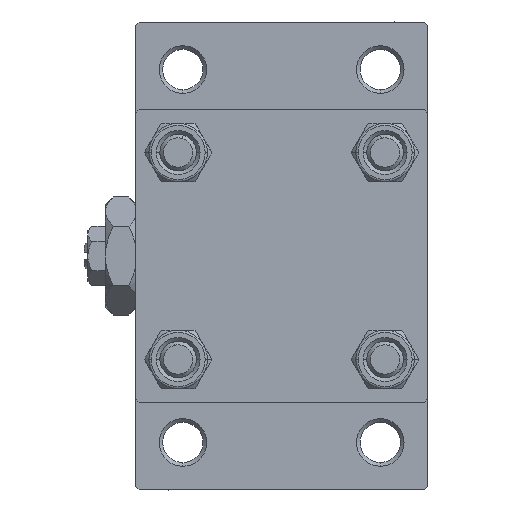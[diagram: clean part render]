
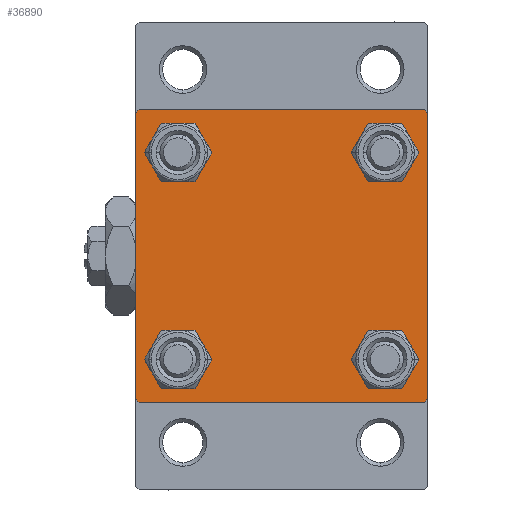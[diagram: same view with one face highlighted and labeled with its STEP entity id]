
A CAD part, left-side view. The second image highlights one B-rep face of the part: STEP entity #36890.
In plain terms, the highlighted planar face has unit normal (-1, 0, 0).
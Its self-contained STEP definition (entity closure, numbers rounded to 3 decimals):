
#250 = ORIENTED_EDGE ( 'NONE', *, *, #27303, .T. ) ;
#309 = VECTOR ( 'NONE', #34265, 1000. ) ;
#322 = DIRECTION ( 'NONE',  ( 0., 0., 1. ) ) ;
#336 = EDGE_CURVE ( 'NONE', #20200, #17682, #23598, .T. ) ;
#409 = CARTESIAN_POINT ( 'NONE',  ( 0., -20., 19.5 ) ) ;
#691 = EDGE_LOOP ( 'NONE', ( #10356, #18685 ) ) ;
#1185 = EDGE_LOOP ( 'NONE', ( #26786, #2424 ) ) ;
#1965 = DIRECTION ( 'NONE',  ( 1., 0., 0. ) ) ;
#2131 = LINE ( 'NONE', #43586, #45908 ) ;
#2424 = ORIENTED_EDGE ( 'NONE', *, *, #8043, .T. ) ;
#3034 = EDGE_CURVE ( 'NONE', #11864, #42872, #13341, .T. ) ;
#3051 = DIRECTION ( 'NONE',  ( 0., 0., -1. ) ) ;
#4025 = VECTOR ( 'NONE', #8502, 1000. ) ;
#4692 = FACE_OUTER_BOUND ( 'NONE', #35360, .T. ) ;
#4987 = CARTESIAN_POINT ( 'NONE',  ( 0., 20., 19.5 ) ) ;
#5481 = VECTOR ( 'NONE', #26413, 1000. ) ;
#5854 = DIRECTION ( 'NONE',  ( 0., 0., 1. ) ) ;
#5886 = ORIENTED_EDGE ( 'NONE', *, *, #41746, .T. ) ;
#6248 = VECTOR ( 'NONE', #7967, 1000. ) ;
#6685 = CARTESIAN_POINT ( 'NONE',  ( 0., 14.15, -14.15 ) ) ;
#7031 = AXIS2_PLACEMENT_3D ( 'NONE', #12413, #23852, #31061 ) ;
#7111 = CARTESIAN_POINT ( 'NONE',  ( 0., 19.5, -20. ) ) ;
#7687 = CIRCLE ( 'NONE', #29886, 3. ) ;
#7750 = CARTESIAN_POINT ( 'NONE',  ( 0., -14.15, 14.15 ) ) ;
#7938 = CARTESIAN_POINT ( 'NONE',  ( 0., 19.75, 19.75 ) ) ;
#7967 = DIRECTION ( 'NONE',  ( 0., -0.707, 0.707 ) ) ;
#8043 = EDGE_CURVE ( 'NONE', #37912, #14534, #23044, .T. ) ;
#8380 = FACE_BOUND ( 'NONE', #40287, .T. ) ;
#8502 = DIRECTION ( 'NONE',  ( 0., -1., 0. ) ) ;
#8963 = LINE ( 'NONE', #36026, #32260 ) ;
#9070 = CARTESIAN_POINT ( 'NONE',  ( 0., 14.15, 17.15 ) ) ;
#9144 = CARTESIAN_POINT ( 'NONE',  ( 0., -14.15, 14.15 ) ) ;
#9185 = CARTESIAN_POINT ( 'NONE',  ( 0., -19.5, -20. ) ) ;
#9526 = CIRCLE ( 'NONE', #34925, 3. ) ;
#9576 = ORIENTED_EDGE ( 'NONE', *, *, #43320, .T. ) ;
#9704 = LINE ( 'NONE', #7938, #309 ) ;
#10356 = ORIENTED_EDGE ( 'NONE', *, *, #32751, .T. ) ;
#11247 = CARTESIAN_POINT ( 'NONE',  ( 0., -19.75, 19.75 ) ) ;
#11498 = VECTOR ( 'NONE', #3051, 1000. ) ;
#11603 = PLANE ( 'NONE',  #22026 ) ;
#11854 = FACE_BOUND ( 'NONE', #1185, .T. ) ;
#11864 = VERTEX_POINT ( 'NONE', #46367 ) ;
#12221 = CARTESIAN_POINT ( 'NONE',  ( 0., 20., 20. ) ) ;
#12408 = EDGE_CURVE ( 'NONE', #21149, #45796, #16082, .T. ) ;
#12413 = CARTESIAN_POINT ( 'NONE',  ( 0., -14.15, -14.15 ) ) ;
#13263 = CARTESIAN_POINT ( 'NONE',  ( 0., 14.15, 14.15 ) ) ;
#13341 = CIRCLE ( 'NONE', #28430, 3. ) ;
#13725 = EDGE_LOOP ( 'NONE', ( #48706, #41923 ) ) ;
#13856 = VERTEX_POINT ( 'NONE', #9185 ) ;
#14534 = VERTEX_POINT ( 'NONE', #9070 ) ;
#14588 = DIRECTION ( 'NONE',  ( 1., 0., 0. ) ) ;
#15432 = DIRECTION ( 'NONE',  ( 1., 0., 0. ) ) ;
#15576 = DIRECTION ( 'NONE',  ( 0., 0., 1. ) ) ;
#16082 = CIRCLE ( 'NONE', #43042, 3. ) ;
#17073 = DIRECTION ( 'NONE',  ( 0., 0., 1. ) ) ;
#17141 = DIRECTION ( 'NONE',  ( 0., 0., -1. ) ) ;
#17583 = DIRECTION ( 'NONE',  ( 1., 0., 0. ) ) ;
#17682 = VERTEX_POINT ( 'NONE', #7111 ) ;
#17831 = DIRECTION ( 'NONE',  ( 0., 0., 1. ) ) ;
#17928 = CIRCLE ( 'NONE', #37756, 3. ) ;
#18685 = ORIENTED_EDGE ( 'NONE', *, *, #3034, .T. ) ;
#19804 = CARTESIAN_POINT ( 'NONE',  ( 0., 0., 0. ) ) ;
#20200 = VERTEX_POINT ( 'NONE', #21627 ) ;
#20717 = ORIENTED_EDGE ( 'NONE', *, *, #46062, .F. ) ;
#20853 = DIRECTION ( 'NONE',  ( 0., -0.707, -0.707 ) ) ;
#21149 = VERTEX_POINT ( 'NONE', #32633 ) ;
#21602 = ORIENTED_EDGE ( 'NONE', *, *, #34122, .F. ) ;
#21627 = CARTESIAN_POINT ( 'NONE',  ( 0., 20., -19.5 ) ) ;
#22026 = AXIS2_PLACEMENT_3D ( 'NONE', #19804, #41677, #15576 ) ;
#22306 = EDGE_CURVE ( 'NONE', #36012, #20200, #25863, .T. ) ;
#22767 = CARTESIAN_POINT ( 'NONE',  ( 0., 19.5, 20. ) ) ;
#22814 = VERTEX_POINT ( 'NONE', #22767 ) ;
#22879 = LINE ( 'NONE', #25873, #6248 ) ;
#22986 = CARTESIAN_POINT ( 'NONE',  ( 0., -14.15, -17.15 ) ) ;
#23044 = CIRCLE ( 'NONE', #35733, 3. ) ;
#23598 = LINE ( 'NONE', #46927, #26064 ) ;
#23699 = CARTESIAN_POINT ( 'NONE',  ( 0., 14.15, 14.15 ) ) ;
#23852 = DIRECTION ( 'NONE',  ( 1., 0., 0. ) ) ;
#23873 = EDGE_CURVE ( 'NONE', #41114, #41036, #32962, .T. ) ;
#24710 = DIRECTION ( 'NONE',  ( 1., 0., 0. ) ) ;
#25617 = CARTESIAN_POINT ( 'NONE',  ( 0., 20., 20. ) ) ;
#25761 = DIRECTION ( 'NONE',  ( 1., 0., 0. ) ) ;
#25863 = LINE ( 'NONE', #25617, #11498 ) ;
#25873 = CARTESIAN_POINT ( 'NONE',  ( 0., -19.75, -19.75 ) ) ;
#26064 = VECTOR ( 'NONE', #20853, 1000. ) ;
#26413 = DIRECTION ( 'NONE',  ( 0., 0.707, 0.707 ) ) ;
#26480 = DIRECTION ( 'NONE',  ( 1., 0., 0. ) ) ;
#26786 = ORIENTED_EDGE ( 'NONE', *, *, #46726, .T. ) ;
#27303 = EDGE_CURVE ( 'NONE', #22814, #36012, #9704, .T. ) ;
#28430 = AXIS2_PLACEMENT_3D ( 'NONE', #6685, #17583, #17831 ) ;
#29009 = DIRECTION ( 'NONE',  ( 0., 0., 1. ) ) ;
#29886 = AXIS2_PLACEMENT_3D ( 'NONE', #7750, #15432, #322 ) ;
#29956 = CARTESIAN_POINT ( 'NONE',  ( 0., 14.15, -14.15 ) ) ;
#30631 = LINE ( 'NONE', #11247, #5481 ) ;
#31061 = DIRECTION ( 'NONE',  ( 0., 0., 1. ) ) ;
#31737 = CARTESIAN_POINT ( 'NONE',  ( 0., 14.15, -11.15 ) ) ;
#32260 = VECTOR ( 'NONE', #17141, 1000. ) ;
#32633 = CARTESIAN_POINT ( 'NONE',  ( 0., -14.15, -11.15 ) ) ;
#32751 = EDGE_CURVE ( 'NONE', #42872, #11864, #17928, .T. ) ;
#32962 = CIRCLE ( 'NONE', #40123, 3. ) ;
#33982 = CARTESIAN_POINT ( 'NONE',  ( 0., -14.15, 17.15 ) ) ;
#34122 = EDGE_CURVE ( 'NONE', #45805, #34677, #8963, .T. ) ;
#34265 = DIRECTION ( 'NONE',  ( 0., 0.707, -0.707 ) ) ;
#34333 = ORIENTED_EDGE ( 'NONE', *, *, #38497, .T. ) ;
#34677 = VERTEX_POINT ( 'NONE', #42572 ) ;
#34925 = AXIS2_PLACEMENT_3D ( 'NONE', #13263, #24710, #5854 ) ;
#34976 = EDGE_CURVE ( 'NONE', #41036, #41114, #7687, .T. ) ;
#35360 = EDGE_LOOP ( 'NONE', ( #44384, #46829, #9576, #34333, #21602, #47101, #20717, #250 ) ) ;
#35733 = AXIS2_PLACEMENT_3D ( 'NONE', #23699, #25761, #40916 ) ;
#36012 = VERTEX_POINT ( 'NONE', #4987 ) ;
#36026 = CARTESIAN_POINT ( 'NONE',  ( 0., -20., 20. ) ) ;
#36731 = CARTESIAN_POINT ( 'NONE',  ( 0., -14.15, 11.15 ) ) ;
#36890 = ADVANCED_FACE ( 'NONE', ( #38444, #8380, #49105, #11854, #4692 ), #11603, .T. ) ;
#37756 = AXIS2_PLACEMENT_3D ( 'NONE', #29956, #26480, #37909 ) ;
#37909 = DIRECTION ( 'NONE',  ( 0., 0., 1. ) ) ;
#37912 = VERTEX_POINT ( 'NONE', #43154 ) ;
#38124 = ORIENTED_EDGE ( 'NONE', *, *, #12408, .T. ) ;
#38444 = FACE_BOUND ( 'NONE', #13725, .T. ) ;
#38497 = EDGE_CURVE ( 'NONE', #13856, #34677, #22879, .T. ) ;
#40123 = AXIS2_PLACEMENT_3D ( 'NONE', #9144, #1965, #17073 ) ;
#40287 = EDGE_LOOP ( 'NONE', ( #38124, #5886 ) ) ;
#40916 = DIRECTION ( 'NONE',  ( 0., 0., 1. ) ) ;
#41036 = VERTEX_POINT ( 'NONE', #36731 ) ;
#41114 = VERTEX_POINT ( 'NONE', #33982 ) ;
#41677 = DIRECTION ( 'NONE',  ( -1., 0., 0. ) ) ;
#41746 = EDGE_CURVE ( 'NONE', #45796, #21149, #45086, .T. ) ;
#41923 = ORIENTED_EDGE ( 'NONE', *, *, #34976, .T. ) ;
#42572 = CARTESIAN_POINT ( 'NONE',  ( 0., -20., -19.5 ) ) ;
#42602 = EDGE_CURVE ( 'NONE', #45805, #45188, #30631, .T. ) ;
#42872 = VERTEX_POINT ( 'NONE', #31737 ) ;
#43042 = AXIS2_PLACEMENT_3D ( 'NONE', #48616, #14588, #29009 ) ;
#43154 = CARTESIAN_POINT ( 'NONE',  ( 0., 14.15, 11.15 ) ) ;
#43320 = EDGE_CURVE ( 'NONE', #17682, #13856, #2131, .T. ) ;
#43586 = CARTESIAN_POINT ( 'NONE',  ( 0., 20., -20. ) ) ;
#44384 = ORIENTED_EDGE ( 'NONE', *, *, #22306, .T. ) ;
#45086 = CIRCLE ( 'NONE', #7031, 3. ) ;
#45188 = VERTEX_POINT ( 'NONE', #46732 ) ;
#45796 = VERTEX_POINT ( 'NONE', #22986 ) ;
#45805 = VERTEX_POINT ( 'NONE', #409 ) ;
#45908 = VECTOR ( 'NONE', #47303, 1000. ) ;
#46062 = EDGE_CURVE ( 'NONE', #22814, #45188, #47228, .T. ) ;
#46367 = CARTESIAN_POINT ( 'NONE',  ( 0., 14.15, -17.15 ) ) ;
#46726 = EDGE_CURVE ( 'NONE', #14534, #37912, #9526, .T. ) ;
#46732 = CARTESIAN_POINT ( 'NONE',  ( 0., -19.5, 20. ) ) ;
#46829 = ORIENTED_EDGE ( 'NONE', *, *, #336, .T. ) ;
#46927 = CARTESIAN_POINT ( 'NONE',  ( 0., 19.75, -19.75 ) ) ;
#47101 = ORIENTED_EDGE ( 'NONE', *, *, #42602, .T. ) ;
#47228 = LINE ( 'NONE', #12221, #4025 ) ;
#47303 = DIRECTION ( 'NONE',  ( 0., -1., 0. ) ) ;
#48616 = CARTESIAN_POINT ( 'NONE',  ( 0., -14.15, -14.15 ) ) ;
#48706 = ORIENTED_EDGE ( 'NONE', *, *, #23873, .T. ) ;
#49105 = FACE_BOUND ( 'NONE', #691, .T. ) ;
